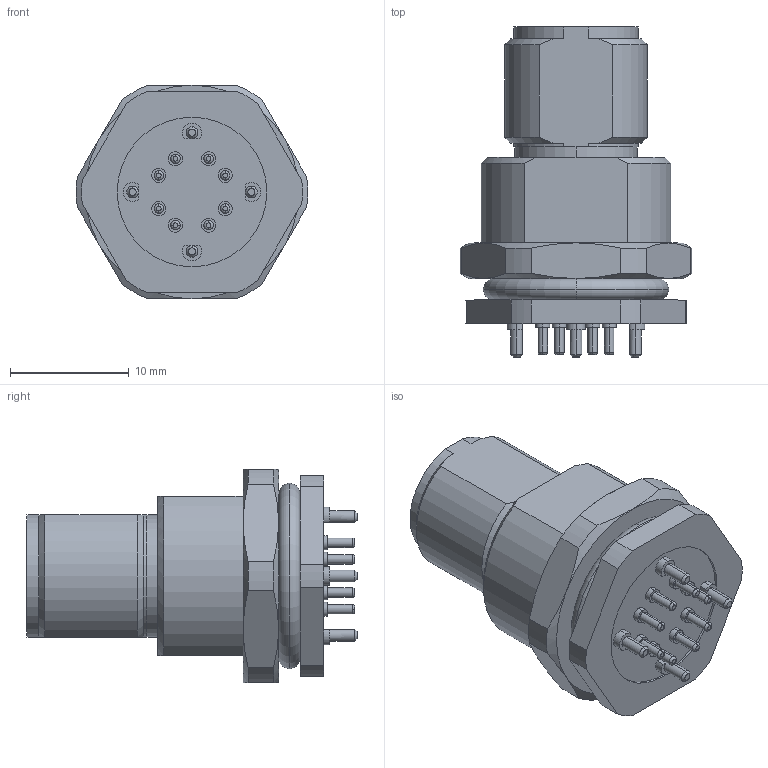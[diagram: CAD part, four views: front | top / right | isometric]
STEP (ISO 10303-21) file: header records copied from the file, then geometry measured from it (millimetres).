
FILE_DESCRIPTION (( 'STEP AP203' ), '1' );
FILE_NAME ('P220.STEP', '2020-10-07T07:49:43', ( 'edpusr' ), ( 'Microsoft' ), 'SwSTEP 2.0', 'SolidWorks 2015', '' );
FILE_SCHEMA (( 'CONFIG_CONTROL_DESIGN' ));
Length unit declared in the file: millimetre
Products named in the file (1): P220
Bounding box: 19.48 x 27.8 x 18 mm (x, y, z)
Volume: 3694.2 mm3; surface area: 2868.6 mm2
Topology: 2 solids, 4 shells, 321 faces, 771 edges, 496 vertices
Faces by surface type: cylinder 155, plane 110, cone 28, torus 20, bspline 8
Entity records: 9664 total; most frequent: CARTESIAN_POINT 1871, DIRECTION 1759, ORIENTED_EDGE 1522, EDGE_CURVE 761, AXIS2_PLACEMENT_3D 724, VERTEX_POINT 496, CIRCLE 410, EDGE_LOOP 371
